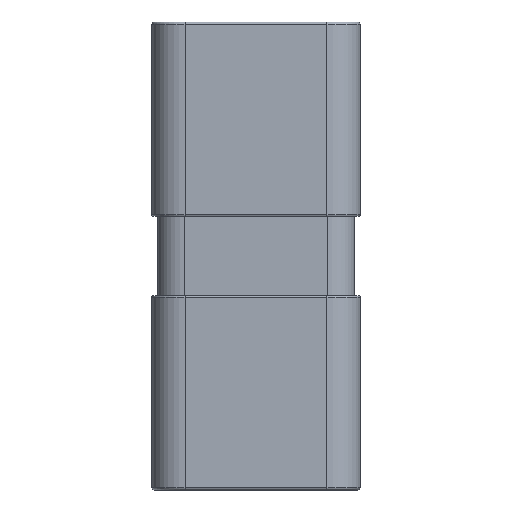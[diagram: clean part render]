
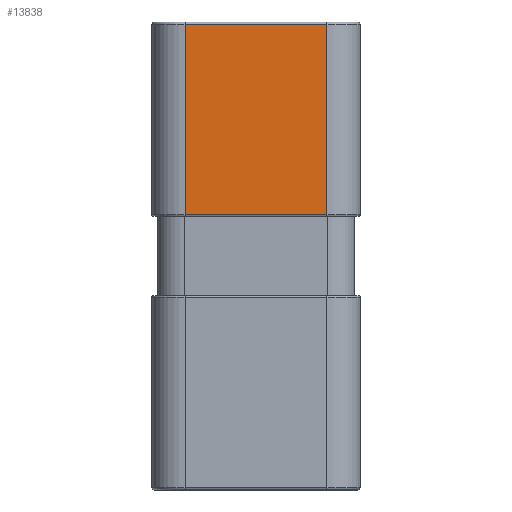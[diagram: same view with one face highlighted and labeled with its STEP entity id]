
A CAD part, left-side view. The second image highlights one B-rep face of the part: STEP entity #13838.
In plain terms, the highlighted planar face has unit normal (-1, 0, 0).
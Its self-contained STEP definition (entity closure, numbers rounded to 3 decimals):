
#185=DIRECTION('',(0.,-1.,0.));
#186=VECTOR('',#185,10.7);
#187=CARTESIAN_POINT('',(-8.95,5.35,17.45));
#188=LINE('',#187,#186);
#189=DIRECTION('',(0.,0.,-1.));
#190=VECTOR('',#189,14.35);
#191=CARTESIAN_POINT('',(-8.95,-5.35,17.45));
#192=LINE('',#191,#190);
#193=DIRECTION('',(0.,-1.,0.));
#194=VECTOR('',#193,10.7);
#195=CARTESIAN_POINT('',(-8.95,5.35,3.1));
#196=LINE('',#195,#194);
#197=DIRECTION('',(0.,0.,1.));
#198=VECTOR('',#197,14.35);
#199=CARTESIAN_POINT('',(-8.95,5.35,3.1));
#200=LINE('',#199,#198);
#12698=CARTESIAN_POINT('',(-8.95,5.35,3.1));
#12699=VERTEX_POINT('',#12698);
#12702=CARTESIAN_POINT('',(-8.95,-5.35,3.1));
#12703=VERTEX_POINT('',#12702);
#13066=CARTESIAN_POINT('',(-8.95,-5.35,17.45));
#13068=VERTEX_POINT('',#13066);
#13092=CARTESIAN_POINT('',(-8.95,5.35,17.45));
#13093=VERTEX_POINT('',#13092);
#13824=CARTESIAN_POINT('',(-8.95,7.85,0.));
#13825=DIRECTION('',(-1.,0.,0.));
#13826=DIRECTION('',(0.,-1.,0.));
#13827=AXIS2_PLACEMENT_3D('',#13824,#13825,#13826);
#13828=PLANE('',#13827);
#13829=ORIENTED_EDGE('',*,*,#13818,.T.);
#13831=ORIENTED_EDGE('',*,*,#13830,.T.);
#13833=ORIENTED_EDGE('',*,*,#13832,.F.);
#13835=ORIENTED_EDGE('',*,*,#13834,.T.);
#13836=EDGE_LOOP('',(#13829,#13831,#13833,#13835));
#13837=FACE_OUTER_BOUND('',#13836,.F.);
#13838=ADVANCED_FACE('',(#13837),#13828,.T.);
#13818=EDGE_CURVE('',#13093,#13068,#188,.T.);
#13830=EDGE_CURVE('',#13068,#12703,#192,.T.);
#13832=EDGE_CURVE('',#12699,#12703,#196,.T.);
#13834=EDGE_CURVE('',#12699,#13093,#200,.T.);
